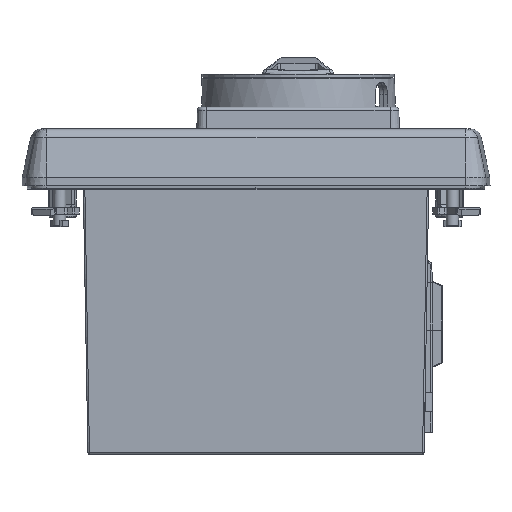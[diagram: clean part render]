
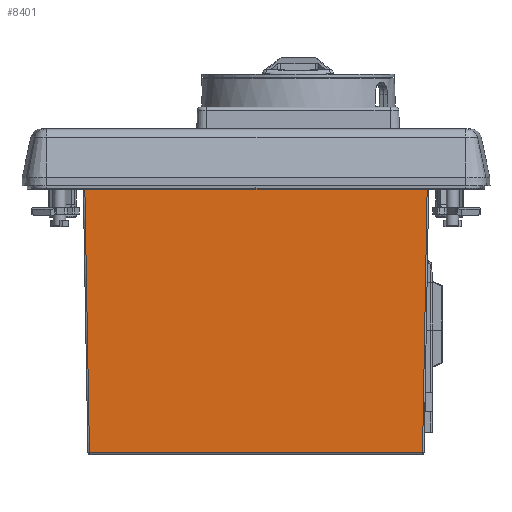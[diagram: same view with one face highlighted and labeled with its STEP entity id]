
A CAD part, front view. The second image highlights one B-rep face of the part: STEP entity #8401.
In plain terms, the highlighted planar face has unit normal (0, -1, -0.018).
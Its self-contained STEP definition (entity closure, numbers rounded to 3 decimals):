
#6175=PLANE('',#87830);
#8401=ADVANCED_FACE('',(#13548),#6175,.T.);
#13548=FACE_OUTER_BOUND('',#17564,.T.);
#17564=EDGE_LOOP('',(#25115,#25116,#25117,#25118));
#25115=ORIENTED_EDGE('',*,*,#57249,.F.);
#25116=ORIENTED_EDGE('',*,*,#57646,.F.);
#25117=ORIENTED_EDGE('',*,*,#57647,.F.);
#25118=ORIENTED_EDGE('',*,*,#57245,.F.);
#47349=VERTEX_POINT('',#123389);
#47351=VERTEX_POINT('',#123392);
#47353=VERTEX_POINT('',#123398);
#47616=VERTEX_POINT('',#124636);
#57245=EDGE_CURVE('',#47349,#47351,#70645,.T.);
#57249=EDGE_CURVE('',#47353,#47349,#70647,.T.);
#57646=EDGE_CURVE('',#47616,#47353,#70925,.T.);
#57647=EDGE_CURVE('',#47351,#47616,#70926,.T.);
#70645=LINE('',#123391,#79150);
#70647=LINE('',#123399,#79152);
#70925=LINE('',#124635,#79430);
#70926=LINE('',#124637,#79431);
#79150=VECTOR('',#96099,1.);
#79152=VECTOR('',#96107,1.);
#79430=VECTOR('',#96725,1.);
#79431=VECTOR('',#96726,1.);
#87830=AXIS2_PLACEMENT_3D('',#124638,#96727,#96728);
#96099=DIRECTION('',(-0.017,-0.017,1.));
#96107=DIRECTION('',(-1.,0.,0.));
#96725=DIRECTION('',(-0.017,0.017,-1.));
#96726=DIRECTION('',(1.,0.,0.));
#96727=DIRECTION('',(0.,-1.,-0.017));
#96728=DIRECTION('',(0.707,-0.012,0.707));
#123389=CARTESIAN_POINT('',(-53.409,-33.907,-85.509));
#123391=CARTESIAN_POINT('',(-54.122,-34.621,-44.652));
#123392=CARTESIAN_POINT('',(-54.901,-35.4,0.));
#123398=CARTESIAN_POINT('',(53.409,-33.907,-85.509));
#123399=CARTESIAN_POINT('',(33.25,-33.907,-85.509));
#124635=CARTESIAN_POINT('',(54.142,-34.641,-43.492));
#124636=CARTESIAN_POINT('',(54.901,-35.4,0.));
#124637=CARTESIAN_POINT('',(-66.5,-35.4,0.));
#124638=CARTESIAN_POINT('',(66.5,-35.4,0.));
